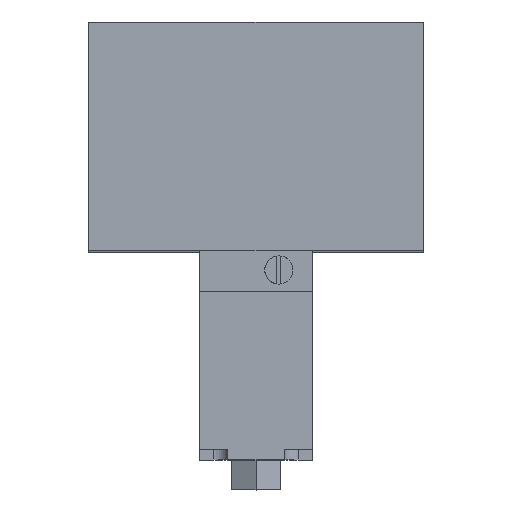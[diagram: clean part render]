
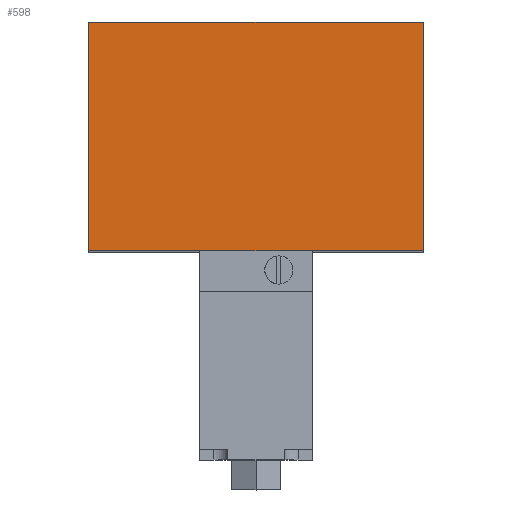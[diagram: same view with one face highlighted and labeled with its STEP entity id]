
A CAD part, top view. The second image highlights one B-rep face of the part: STEP entity #598.
In plain terms, the highlighted planar face has unit normal (0, 0, 1).
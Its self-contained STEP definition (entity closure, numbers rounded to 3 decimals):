
#456=CARTESIAN_POINT('',(47.5,32.5,137.0));
#457=VERTEX_POINT('',#456);
#458=CARTESIAN_POINT('',(47.5,-32.5,137.0));
#459=VERTEX_POINT('',#458);
#460=CARTESIAN_POINT('',(47.5,32.5,137.0));
#461=DIRECTION('',(0.0,-1.0,0.0));
#462=VECTOR('',#461,65.);
#463=LINE('',#460,#462);
#464=EDGE_CURVE('',#457,#459,#463,.T.);
#496=CARTESIAN_POINT('',(-47.5,-32.5,137.0));
#497=VERTEX_POINT('',#496);
#498=CARTESIAN_POINT('',(47.5,-32.5,137.0));
#499=DIRECTION('',(-1.0,0.0,0.0));
#500=VECTOR('',#499,95.);
#501=LINE('',#498,#500);
#502=EDGE_CURVE('',#459,#497,#501,.T.);
#539=CARTESIAN_POINT('',(-47.5,32.5,137.0));
#540=VERTEX_POINT('',#539);
#541=CARTESIAN_POINT('',(-47.5,-32.5,137.0));
#542=DIRECTION('',(0.0,1.0,0.0));
#543=VECTOR('',#542,65.);
#544=LINE('',#541,#543);
#545=EDGE_CURVE('',#497,#540,#544,.T.);
#570=CARTESIAN_POINT('',(-47.5,32.5,137.0));
#571=DIRECTION('',(1.0,0.0,0.0));
#572=VECTOR('',#571,95.);
#573=LINE('',#570,#572);
#574=EDGE_CURVE('',#540,#457,#573,.T.);
#587=CARTESIAN_POINT('',(0.,0.,137.0));
#588=DIRECTION('',(0.0,0.0,1.0));
#589=DIRECTION('',(1.0,0.0,0.0));
#590=AXIS2_PLACEMENT_3D('',#587,#588,#589);
#591=PLANE('',#590);
#592=ORIENTED_EDGE('',*,*,#464,.F.);
#593=ORIENTED_EDGE('',*,*,#574,.F.);
#594=ORIENTED_EDGE('',*,*,#545,.F.);
#595=ORIENTED_EDGE('',*,*,#502,.F.);
#596=EDGE_LOOP('',(#592,#593,#594,#595));
#597=FACE_OUTER_BOUND('',#596,.T.);
#598=ADVANCED_FACE('',(#597),#591,.T.);
